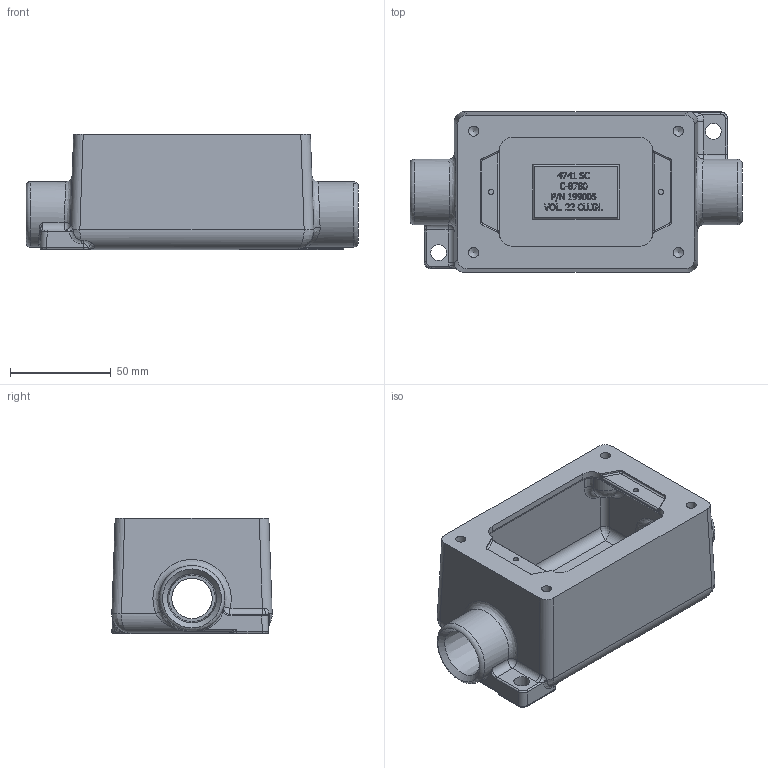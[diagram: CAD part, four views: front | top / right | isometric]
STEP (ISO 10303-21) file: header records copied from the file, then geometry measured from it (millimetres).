
FILE_DESCRIPTION(/* description */ ('SWB-5 BOX'),/* implementation_level */ '2;1');
FILE_NAME(/* name */ 'KIL_SWB-5.stp',/* time_stamp */ '2017-04-20T22:30:16+05:00',/* author */ ('ypadmaraja'),/* organization */ (''),/* preprocessor_version */ 'ST-DEVELOPER v16.1',/* originating_system */ 'Autodesk Inventor 2016',/* authorisation */ '');
FILE_SCHEMA (('AUTOMOTIVE_DESIGN { 1 0 10303 214 3 1 1 }'));
Length unit declared in the file: inch
Products named in the file (1): SWB-5
Bounding box: 164.88 x 79.62 x 57.15 mm (x, y, z)
Volume: 188489.5 mm3; surface area: 72467.6 mm2
Topology: 1 solids, 1 shells, 1040 faces, 2757 edges, 1769 vertices
Faces by surface type: plane 488, bspline 416, cylinder 90, torus 18, sphere 18, cone 10
Full cylindrical faces by diameter (mm): 2.642 x2, 3.683 x1, 4.978 x4, 7.938 x2, 20.117 x2, 32.537 x2
Entity records: 35612 total; most frequent: CARTESIAN_POINT 12715, ORIENTED_EDGE 5354, DIRECTION 3487, EDGE_CURVE 2677, VERTEX_POINT 1739, LINE 1619, VECTOR 1619, EDGE_LOOP 1152
